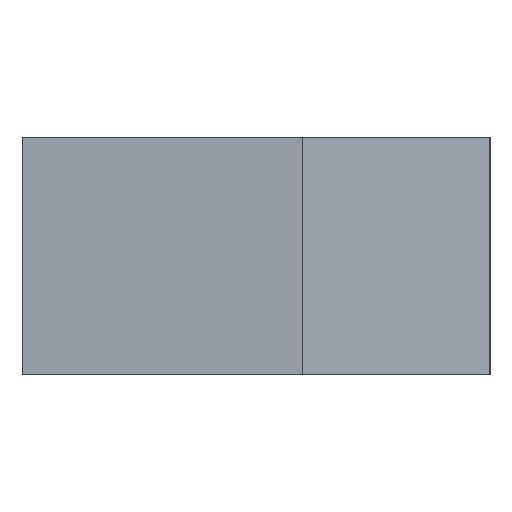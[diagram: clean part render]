
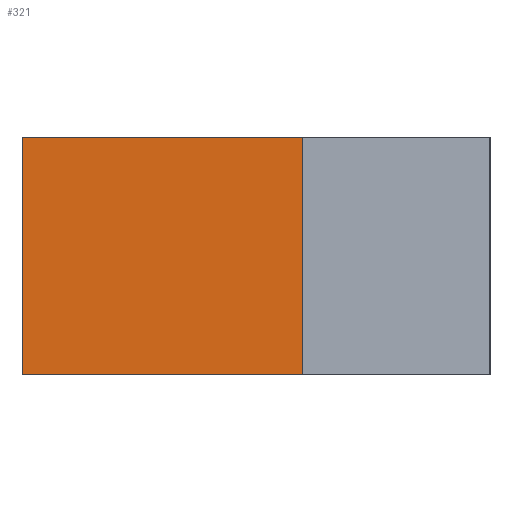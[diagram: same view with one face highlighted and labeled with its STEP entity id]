
A CAD part, left-side view. The second image highlights one B-rep face of the part: STEP entity #321.
In plain terms, the highlighted planar face has unit normal (-1, 0, 0).
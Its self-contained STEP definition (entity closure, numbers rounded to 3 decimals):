
#18=PLANE('',#376);
#38=FACE_OUTER_BOUND('',#55,.T.);
#55=EDGE_LOOP('',(#264,#265,#266,#267));
#75=LINE('',#544,#102);
#76=LINE('',#546,#103);
#77=LINE('',#548,#104);
#78=LINE('',#549,#105);
#102=VECTOR('',#451,15.);
#103=VECTOR('',#452,12.7);
#104=VECTOR('',#453,15.);
#105=VECTOR('',#454,12.7);
#159=VERTEX_POINT('',#542);
#160=VERTEX_POINT('',#543);
#161=VERTEX_POINT('',#545);
#162=VERTEX_POINT('',#547);
#198=EDGE_CURVE('',#159,#160,#75,.T.);
#199=EDGE_CURVE('',#160,#161,#76,.T.);
#200=EDGE_CURVE('',#162,#161,#77,.T.);
#201=EDGE_CURVE('',#162,#159,#78,.T.);
#264=ORIENTED_EDGE('',*,*,#198,.T.);
#265=ORIENTED_EDGE('',*,*,#199,.T.);
#266=ORIENTED_EDGE('',*,*,#200,.F.);
#267=ORIENTED_EDGE('',*,*,#201,.T.);
#321=ADVANCED_FACE('',(#38),#18,.F.);
#376=AXIS2_PLACEMENT_3D('',#541,#449,#450);
#449=DIRECTION('center_axis',(1.,0.,0.));
#450=DIRECTION('ref_axis',(0.,0.,-1.));
#451=DIRECTION('',(0.,-1.,0.));
#452=DIRECTION('',(0.,0.,1.));
#453=DIRECTION('',(0.,-1.,0.));
#454=DIRECTION('',(0.,0.,-1.));
#541=CARTESIAN_POINT('Origin',(-120.,12.5,12.7));
#542=CARTESIAN_POINT('',(-120.,12.5,0.));
#543=CARTESIAN_POINT('',(-120.,-2.5,0.));
#544=CARTESIAN_POINT('',(-120.,12.5,0.));
#545=CARTESIAN_POINT('',(-120.,-2.5,12.7));
#546=CARTESIAN_POINT('',(-120.,-2.5,0.));
#547=CARTESIAN_POINT('',(-120.,12.5,12.7));
#548=CARTESIAN_POINT('',(-120.,12.5,12.7));
#549=CARTESIAN_POINT('',(-120.,12.5,12.7));
